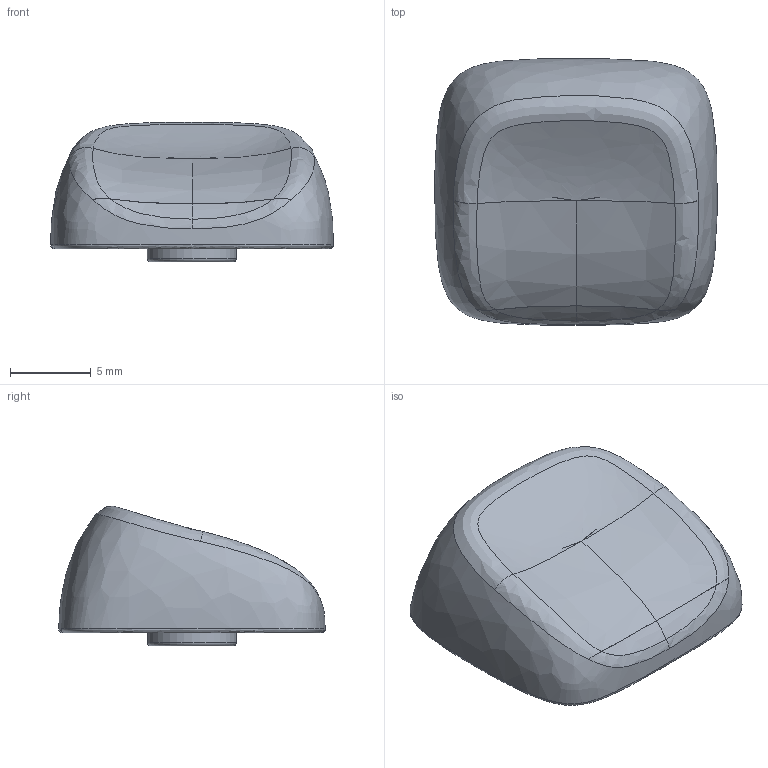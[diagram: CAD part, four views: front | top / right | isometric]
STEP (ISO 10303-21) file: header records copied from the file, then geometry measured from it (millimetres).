
FILE_DESCRIPTION(('FreeCAD Model'),'2;1');
FILE_NAME('Open CASCADE Shape Model','2025-03-29T23:15:06',(''),(''), 'Open CASCADE STEP processor 7.8','FreeCAD','Unknown');
FILE_SCHEMA(('AUTOMOTIVE_DESIGN { 1 0 10303 214 1 1 1 1 }'));
Length unit declared in the file: millimetre
Products named in the file (3): KLP_Lame_Saddle_Tilted____MX_choc_spaced; Slice.0; Slice.1
Assembly tree (2 placements, depth 2):
  KLP_Lame_Saddle_Tilted____MX_choc_spaced
    Slice.0
    Slice.1
Bounding box: 17.49 x 16.49 x 8.63 mm (x, y, z)
Volume: 1037.9 mm3; surface area: 1002.2 mm2
Topology: 2 solids, 5 shells, 80 faces, 223 edges, 155 vertices
Faces by surface type: bspline 34, plane 27, cylinder 17, torus 2
Full cylindrical faces by diameter (mm): 5.5 x1
Entity records: 7489 total; most frequent: CARTESIAN_POINT 5600, ORIENTED_EDGE 444, DIRECTION 278, EDGE_CURVE 222, VERTEX_POINT 155, AXIS2_PLACEMENT_3D 108, B_SPLINE_CURVE_WITH_KNOTS 101, FACE_BOUND 85
